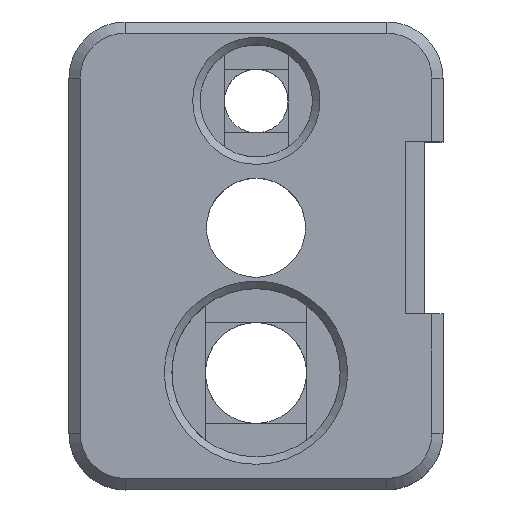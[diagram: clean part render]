
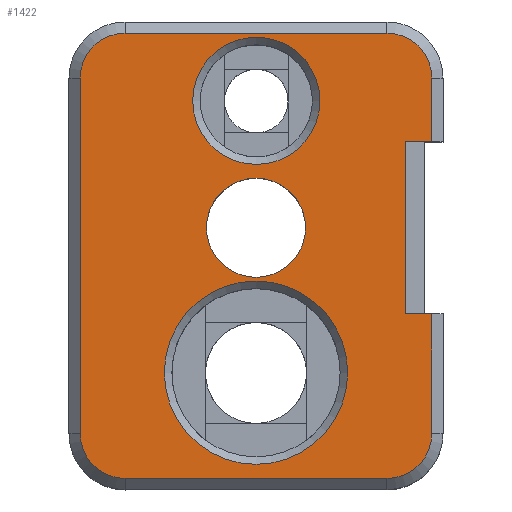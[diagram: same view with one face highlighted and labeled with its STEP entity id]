
A CAD part, top view. The second image highlights one B-rep face of the part: STEP entity #1422.
In plain terms, the highlighted planar face has unit normal (0, 0, 1).
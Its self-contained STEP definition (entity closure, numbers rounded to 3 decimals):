
#25=FACE_BOUND('',#225,.T.);
#26=FACE_BOUND('',#226,.T.);
#27=FACE_BOUND('',#227,.T.);
#30=PLANE('',#1505);
#145=FACE_OUTER_BOUND('',#224,.T.);
#224=EDGE_LOOP('',(#1003,#1004,#1005,#1006,#1007,#1008,#1009,#1010,#1011,
#1012,#1013,#1014));
#225=EDGE_LOOP('',(#1015));
#226=EDGE_LOOP('',(#1016));
#227=EDGE_LOOP('',(#1017));
#308=LINE('',#2048,#465);
#309=LINE('',#2052,#466);
#310=LINE('',#2056,#467);
#311=LINE('',#2060,#468);
#312=LINE('',#2062,#469);
#313=LINE('',#2064,#470);
#314=LINE('',#2066,#471);
#315=LINE('',#2067,#472);
#465=VECTOR('',#1640,10.);
#466=VECTOR('',#1643,1000.);
#467=VECTOR('',#1646,1000.);
#468=VECTOR('',#1649,1000.);
#469=VECTOR('',#1650,1000.);
#470=VECTOR('',#1651,1000.);
#471=VECTOR('',#1652,1000.);
#472=VECTOR('',#1653,1000.);
#621=CIRCLE('',#1503,3.4);
#623=CIRCLE('',#1506,2.4);
#624=CIRCLE('',#1507,2.4);
#625=CIRCLE('',#1508,2.4);
#626=CIRCLE('',#1509,2.4);
#627=CIRCLE('',#1510,2.65);
#628=CIRCLE('',#1511,4.9);
#667=VERTEX_POINT('',#2038);
#669=VERTEX_POINT('',#2044);
#670=VERTEX_POINT('',#2045);
#671=VERTEX_POINT('',#2047);
#672=VERTEX_POINT('',#2049);
#673=VERTEX_POINT('',#2051);
#674=VERTEX_POINT('',#2053);
#675=VERTEX_POINT('',#2055);
#676=VERTEX_POINT('',#2057);
#677=VERTEX_POINT('',#2059);
#678=VERTEX_POINT('',#2061);
#679=VERTEX_POINT('',#2063);
#680=VERTEX_POINT('',#2065);
#681=VERTEX_POINT('',#2068);
#682=VERTEX_POINT('',#2070);
#794=EDGE_CURVE('',#667,#667,#621,.T.);
#797=EDGE_CURVE('',#669,#670,#623,.T.);
#798=EDGE_CURVE('',#671,#669,#308,.T.);
#799=EDGE_CURVE('',#672,#671,#624,.T.);
#800=EDGE_CURVE('',#672,#673,#309,.T.);
#801=EDGE_CURVE('',#673,#674,#625,.T.);
#802=EDGE_CURVE('',#674,#675,#310,.T.);
#803=EDGE_CURVE('',#675,#676,#626,.T.);
#804=EDGE_CURVE('',#676,#677,#311,.T.);
#805=EDGE_CURVE('',#677,#678,#312,.T.);
#806=EDGE_CURVE('',#678,#679,#313,.T.);
#807=EDGE_CURVE('',#679,#680,#314,.T.);
#808=EDGE_CURVE('',#680,#670,#315,.T.);
#809=EDGE_CURVE('',#681,#681,#627,.T.);
#810=EDGE_CURVE('',#682,#682,#628,.T.);
#1003=ORIENTED_EDGE('',*,*,#797,.F.);
#1004=ORIENTED_EDGE('',*,*,#798,.F.);
#1005=ORIENTED_EDGE('',*,*,#799,.F.);
#1006=ORIENTED_EDGE('',*,*,#800,.T.);
#1007=ORIENTED_EDGE('',*,*,#801,.T.);
#1008=ORIENTED_EDGE('',*,*,#802,.T.);
#1009=ORIENTED_EDGE('',*,*,#803,.T.);
#1010=ORIENTED_EDGE('',*,*,#804,.T.);
#1011=ORIENTED_EDGE('',*,*,#805,.T.);
#1012=ORIENTED_EDGE('',*,*,#806,.T.);
#1013=ORIENTED_EDGE('',*,*,#807,.T.);
#1014=ORIENTED_EDGE('',*,*,#808,.T.);
#1015=ORIENTED_EDGE('',*,*,#809,.T.);
#1016=ORIENTED_EDGE('',*,*,#810,.T.);
#1017=ORIENTED_EDGE('',*,*,#794,.F.);
#1422=ADVANCED_FACE('',(#145,#25,#26,#27),#30,.T.);
#1503=AXIS2_PLACEMENT_3D('',#2039,#1631,#1632);
#1505=AXIS2_PLACEMENT_3D('',#2043,#1636,#1637);
#1506=AXIS2_PLACEMENT_3D('',#2046,#1638,#1639);
#1507=AXIS2_PLACEMENT_3D('',#2050,#1641,#1642);
#1508=AXIS2_PLACEMENT_3D('',#2054,#1644,#1645);
#1509=AXIS2_PLACEMENT_3D('',#2058,#1647,#1648);
#1510=AXIS2_PLACEMENT_3D('',#2069,#1654,#1655);
#1511=AXIS2_PLACEMENT_3D('',#2071,#1656,#1657);
#1631=DIRECTION('center_axis',(0.,0.,
1.));
#1632=DIRECTION('ref_axis',(-1.,0.,0.));
#1636=DIRECTION('center_axis',(0.,0.,
1.));
#1637=DIRECTION('ref_axis',(-1.,0.,0.));
#1638=DIRECTION('center_axis',(0.,0.,
-1.));
#1639=DIRECTION('ref_axis',(0.707,0.707,0.));
#1640=DIRECTION('',(1.,0.,0.));
#1641=DIRECTION('center_axis',(0.,0.,
-1.));
#1642=DIRECTION('ref_axis',(-0.707,0.707,0.));
#1643=DIRECTION('',(0.,-1.,0.));
#1644=DIRECTION('center_axis',(0.,0.,
1.));
#1645=DIRECTION('ref_axis',(-1.,0.,0.));
#1646=DIRECTION('',(1.,0.,0.));
#1647=DIRECTION('center_axis',(0.,0.,
1.));
#1648=DIRECTION('ref_axis',(-1.,0.,0.));
#1649=DIRECTION('',(0.,1.,0.));
#1650=DIRECTION('',(-1.,0.,0.));
#1651=DIRECTION('',(0.,1.,0.));
#1652=DIRECTION('',(1.,0.,0.));
#1653=DIRECTION('',(0.,1.,0.));
#1654=DIRECTION('center_axis',(0.,0.,
-1.));
#1655=DIRECTION('ref_axis',(0.,-1.,0.));
#1656=DIRECTION('center_axis',(0.,0.,
-1.));
#1657=DIRECTION('ref_axis',(-1.,0.,0.));
#2038=CARTESIAN_POINT('',(117.844,33.695,59.318));
#2039=CARTESIAN_POINT('Origin',(114.444,33.695,59.318));
#2043=CARTESIAN_POINT('Origin',(107.429,15.911,59.318));
#2044=CARTESIAN_POINT('',(121.429,37.311,59.318));
#2045=CARTESIAN_POINT('',(123.829,34.911,59.318));
#2046=CARTESIAN_POINT('Origin',(121.429,34.911,59.318));
#2047=CARTESIAN_POINT('',(107.429,37.311,59.318));
#2048=CARTESIAN_POINT('',(114.429,37.311,59.318));
#2049=CARTESIAN_POINT('',(105.029,34.911,59.318));
#2050=CARTESIAN_POINT('Origin',(107.429,34.911,59.318));
#2051=CARTESIAN_POINT('',(105.029,15.911,59.318));
#2052=CARTESIAN_POINT('',(105.029,15.911,59.318));
#2053=CARTESIAN_POINT('',(107.429,13.511,59.318));
#2054=CARTESIAN_POINT('Origin',(107.429,15.911,59.318));
#2055=CARTESIAN_POINT('',(121.429,13.511,59.318));
#2056=CARTESIAN_POINT('',(107.429,13.511,59.318));
#2057=CARTESIAN_POINT('',(123.829,15.911,59.318));
#2058=CARTESIAN_POINT('Origin',(121.429,15.911,59.318));
#2059=CARTESIAN_POINT('',(123.829,22.311,59.318));
#2060=CARTESIAN_POINT('',(123.829,15.911,59.318));
#2061=CARTESIAN_POINT('',(122.429,22.311,59.318));
#2062=CARTESIAN_POINT('',(124.429,22.311,59.318));
#2063=CARTESIAN_POINT('',(122.429,31.511,59.318));
#2064=CARTESIAN_POINT('',(122.429,31.511,59.318));
#2065=CARTESIAN_POINT('',(123.829,31.511,59.318));
#2066=CARTESIAN_POINT('',(123.429,31.511,59.318));
#2067=CARTESIAN_POINT('',(123.829,15.911,59.318));
#2068=CARTESIAN_POINT('',(114.429,29.561,59.318));
#2069=CARTESIAN_POINT('Origin',(114.429,26.911,59.318));
#2070=CARTESIAN_POINT('',(119.329,19.161,59.318));
#2071=CARTESIAN_POINT('Origin',(114.429,19.161,59.318));
